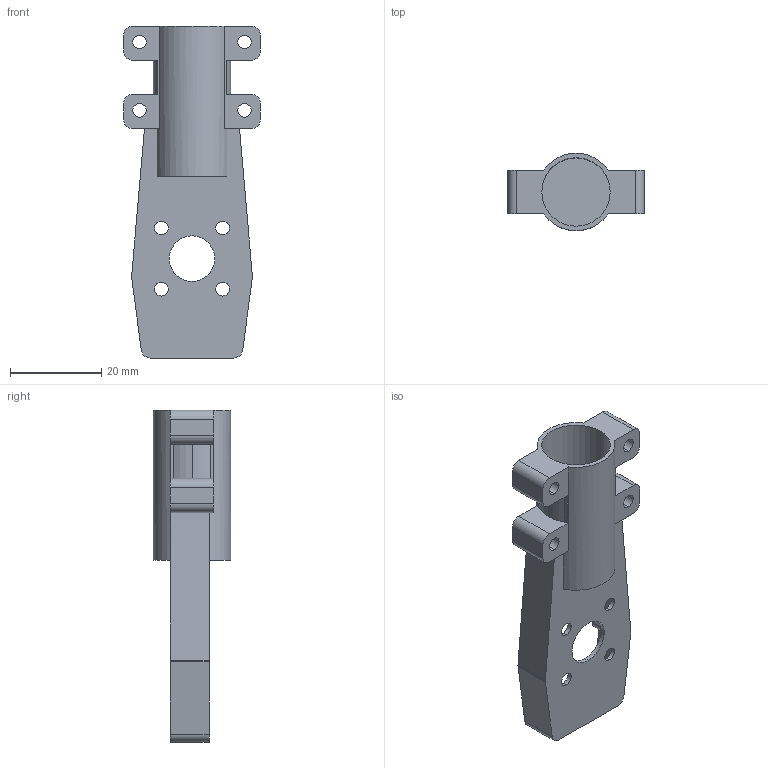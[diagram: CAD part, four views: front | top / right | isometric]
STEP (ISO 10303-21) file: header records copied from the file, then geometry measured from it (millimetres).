
FILE_DESCRIPTION (( 'STEP AP214' ), '1' );
FILE_NAME ('motor-hold.STEP', '2024-04-29T06:03:11', ( '' ), ( '' ), 'SwSTEP 2.0', 'SolidWorks 2022', '' );
FILE_SCHEMA (( 'AUTOMOTIVE_DESIGN' ));
Length unit declared in the file: millimetre
Products named in the file (1): motor-hold
Bounding box: 30 x 17 x 72.8 mm (x, y, z)
Volume: 5375.3 mm3; surface area: 8879.7 mm2
Topology: 1 solids, 1 shells, 86 faces, 243 edges, 162 vertices
Faces by surface type: cylinder 49, plane 37
Entity records: 2899 total; most frequent: DIRECTION 519, CARTESIAN_POINT 492, ORIENTED_EDGE 486, EDGE_CURVE 243, AXIS2_PLACEMENT_3D 189, VERTEX_POINT 162, LINE 141, VECTOR 141
